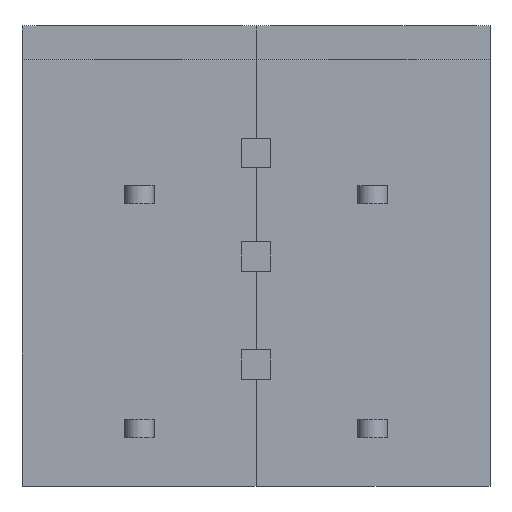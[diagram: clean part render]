
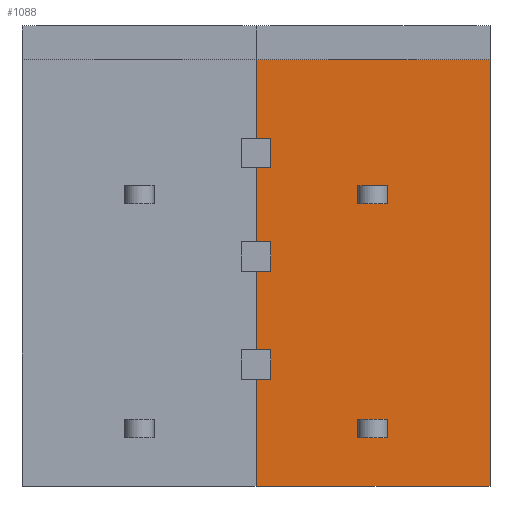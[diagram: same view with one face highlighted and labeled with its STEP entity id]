
A CAD part, front view. The second image highlights one B-rep face of the part: STEP entity #1088.
In plain terms, the highlighted planar face has unit normal (0, -1, 0).
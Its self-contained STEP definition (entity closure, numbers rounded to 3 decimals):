
#20 = EDGE_CURVE ( 'NONE', #2246, #1678, #2602, .T. ) ;
#187 = DIRECTION ( 'NONE',  ( -1., 0., 0. ) ) ;
#294 = VECTOR ( 'NONE', #1843, 1000. ) ;
#329 = LINE ( 'NONE', #4222, #3051 ) ;
#334 = CARTESIAN_POINT ( 'NONE',  ( 5.73, 29.042, -27.569 ) ) ;
#386 = EDGE_CURVE ( 'NONE', #3072, #3913, #2392, .T. ) ;
#431 = LINE ( 'NONE', #2406, #3662 ) ;
#475 = LINE ( 'NONE', #2740, #775 ) ;
#537 = DIRECTION ( 'NONE',  ( -1., 0., 0. ) ) ;
#596 = LINE ( 'NONE', #2389, #3544 ) ;
#649 = LINE ( 'NONE', #3504, #824 ) ;
#654 = EDGE_CURVE ( 'NONE', #2962, #688, #3474, .T. ) ;
#688 = VERTEX_POINT ( 'NONE', #2051 ) ;
#696 = CARTESIAN_POINT ( 'NONE',  ( 5.73, 29.042, -16.609 ) ) ;
#748 = PLANE ( 'NONE',  #2369 ) ;
#775 = VECTOR ( 'NONE', #1140, 1000. ) ;
#798 = DIRECTION ( 'NONE',  ( 1., 0., 0. ) ) ;
#824 = VECTOR ( 'NONE', #537, 1000. ) ;
#846 = CARTESIAN_POINT ( 'NONE',  ( 10.16, 29.042, -11.142 ) ) ;
#856 = EDGE_CURVE ( 'NONE', #1678, #2962, #431, .T. ) ;
#902 = EDGE_CURVE ( 'NONE', #688, #2246, #329, .T. ) ;
#930 = CARTESIAN_POINT ( 'NONE',  ( 10.17, 29.042, -29.669 ) ) ;
#974 = LINE ( 'NONE', #4039, #1543 ) ;
#982 = VERTEX_POINT ( 'NONE', #930 ) ;
#990 = VECTOR ( 'NONE', #3281, 1000. ) ;
#1046 = DIRECTION ( 'NONE',  ( 0., 0., 1. ) ) ;
#1059 = VERTEX_POINT ( 'NONE', #696 ) ;
#1088 = ADVANCED_FACE ( 'NONE', ( #2005, #1148, #2748 ), #748, .F. ) ;
#1121 = DIRECTION ( 'NONE',  ( 0., 0., -1. ) ) ;
#1140 = DIRECTION ( 'NONE',  ( 0., 0., -1. ) ) ;
#1148 = FACE_OUTER_BOUND ( 'NONE', #2145, .T. ) ;
#1408 = DIRECTION ( 'NONE',  ( 0., 0., -1. ) ) ;
#1430 = CARTESIAN_POINT ( 'NONE',  ( 5.73, 29.042, -17.409 ) ) ;
#1461 = CARTESIAN_POINT ( 'NONE',  ( 0., 29.042, -29.669 ) ) ;
#1475 = LINE ( 'NONE', #1827, #294 ) ;
#1543 = VECTOR ( 'NONE', #1834, 1000. ) ;
#1678 = VERTEX_POINT ( 'NONE', #4099 ) ;
#1702 = CARTESIAN_POINT ( 'NONE',  ( 4.43, 29.042, -17.409 ) ) ;
#1731 = EDGE_CURVE ( 'NONE', #1059, #4061, #649, .T. ) ;
#1739 = ORIENTED_EDGE ( 'NONE', *, *, #386, .T. ) ;
#1827 = CARTESIAN_POINT ( 'NONE',  ( 10.16, 29.042, -29.669 ) ) ;
#1834 = DIRECTION ( 'NONE',  ( 0., 0., -1. ) ) ;
#1843 = DIRECTION ( 'NONE',  ( -1., 0., 0. ) ) ;
#1868 = VECTOR ( 'NONE', #187, 1000. ) ;
#1944 = ORIENTED_EDGE ( 'NONE', *, *, #1731, .F. ) ;
#1975 = ORIENTED_EDGE ( 'NONE', *, *, #3151, .F. ) ;
#2005 = FACE_BOUND ( 'NONE', #3946, .T. ) ;
#2007 = CARTESIAN_POINT ( 'NONE',  ( 10.16, 29.042, -29.669 ) ) ;
#2010 = EDGE_CURVE ( 'NONE', #2024, #2984, #4219, .T. ) ;
#2024 = VERTEX_POINT ( 'NONE', #1702 ) ;
#2051 = CARTESIAN_POINT ( 'NONE',  ( 5.73, 29.042, -26.769 ) ) ;
#2099 = CARTESIAN_POINT ( 'NONE',  ( 4.43, 29.042, -27.569 ) ) ;
#2143 = CARTESIAN_POINT ( 'NONE',  ( 5.73, 29.042, -27.569 ) ) ;
#2145 = EDGE_LOOP ( 'NONE', ( #3945, #1975, #3084, #1739 ) ) ;
#2146 = VECTOR ( 'NONE', #1121, 1000. ) ;
#2161 = VERTEX_POINT ( 'NONE', #1461 ) ;
#2168 = EDGE_CURVE ( 'NONE', #4061, #2024, #475, .T. ) ;
#2243 = EDGE_CURVE ( 'NONE', #2984, #1059, #2316, .T. ) ;
#2246 = VERTEX_POINT ( 'NONE', #4057 ) ;
#2316 = LINE ( 'NONE', #1430, #2931 ) ;
#2369 = AXIS2_PLACEMENT_3D ( 'NONE', #2007, #3716, #1046 ) ;
#2389 = CARTESIAN_POINT ( 'NONE',  ( 0., 29.042, -29.669 ) ) ;
#2392 = LINE ( 'NONE', #846, #1868 ) ;
#2406 = CARTESIAN_POINT ( 'NONE',  ( 4.43, 29.042, -27.569 ) ) ;
#2419 = ORIENTED_EDGE ( 'NONE', *, *, #2010, .F. ) ;
#2430 = CARTESIAN_POINT ( 'NONE',  ( 4.43, 29.042, -16.609 ) ) ;
#2464 = ORIENTED_EDGE ( 'NONE', *, *, #856, .F. ) ;
#2602 = LINE ( 'NONE', #2099, #2146 ) ;
#2678 = CARTESIAN_POINT ( 'NONE',  ( 4.43, 29.042, -17.409 ) ) ;
#2694 = ORIENTED_EDGE ( 'NONE', *, *, #2168, .F. ) ;
#2740 = CARTESIAN_POINT ( 'NONE',  ( 4.43, 29.042, -17.409 ) ) ;
#2748 = FACE_BOUND ( 'NONE', #3177, .T. ) ;
#2790 = VECTOR ( 'NONE', #3991, 1000. ) ;
#2855 = EDGE_CURVE ( 'NONE', #3913, #2161, #596, .T. ) ;
#2931 = VECTOR ( 'NONE', #4134, 1000. ) ;
#2962 = VERTEX_POINT ( 'NONE', #2143 ) ;
#2984 = VERTEX_POINT ( 'NONE', #3791 ) ;
#3051 = VECTOR ( 'NONE', #3535, 1000. ) ;
#3072 = VERTEX_POINT ( 'NONE', #3451 ) ;
#3084 = ORIENTED_EDGE ( 'NONE', *, *, #4150, .F. ) ;
#3151 = EDGE_CURVE ( 'NONE', #982, #2161, #1475, .T. ) ;
#3177 = EDGE_LOOP ( 'NONE', ( #4243, #2419, #2694, #1944 ) ) ;
#3218 = ORIENTED_EDGE ( 'NONE', *, *, #654, .F. ) ;
#3281 = DIRECTION ( 'NONE',  ( 0., 0., 1. ) ) ;
#3451 = CARTESIAN_POINT ( 'NONE',  ( 10.17, 29.042, -11.142 ) ) ;
#3474 = LINE ( 'NONE', #334, #990 ) ;
#3504 = CARTESIAN_POINT ( 'NONE',  ( 4.43, 29.042, -16.609 ) ) ;
#3535 = DIRECTION ( 'NONE',  ( -1., 0., 0. ) ) ;
#3544 = VECTOR ( 'NONE', #1408, 1000. ) ;
#3662 = VECTOR ( 'NONE', #798, 1000. ) ;
#3716 = DIRECTION ( 'NONE',  ( 0., 1., 0. ) ) ;
#3791 = CARTESIAN_POINT ( 'NONE',  ( 5.73, 29.042, -17.409 ) ) ;
#3913 = VERTEX_POINT ( 'NONE', #3990 ) ;
#3945 = ORIENTED_EDGE ( 'NONE', *, *, #2855, .T. ) ;
#3946 = EDGE_LOOP ( 'NONE', ( #3218, #2464, #4009, #4161 ) ) ;
#3990 = CARTESIAN_POINT ( 'NONE',  ( 0., 29.042, -11.142 ) ) ;
#3991 = DIRECTION ( 'NONE',  ( 1., 0., 0. ) ) ;
#4009 = ORIENTED_EDGE ( 'NONE', *, *, #20, .F. ) ;
#4039 = CARTESIAN_POINT ( 'NONE',  ( 10.17, 29.042, -11.142 ) ) ;
#4057 = CARTESIAN_POINT ( 'NONE',  ( 4.43, 29.042, -26.769 ) ) ;
#4061 = VERTEX_POINT ( 'NONE', #2430 ) ;
#4099 = CARTESIAN_POINT ( 'NONE',  ( 4.43, 29.042, -27.569 ) ) ;
#4134 = DIRECTION ( 'NONE',  ( 0., 0., 1. ) ) ;
#4150 = EDGE_CURVE ( 'NONE', #3072, #982, #974, .T. ) ;
#4161 = ORIENTED_EDGE ( 'NONE', *, *, #902, .F. ) ;
#4219 = LINE ( 'NONE', #2678, #2790 ) ;
#4222 = CARTESIAN_POINT ( 'NONE',  ( 4.43, 29.042, -26.769 ) ) ;
#4243 = ORIENTED_EDGE ( 'NONE', *, *, #2243, .F. ) ;
